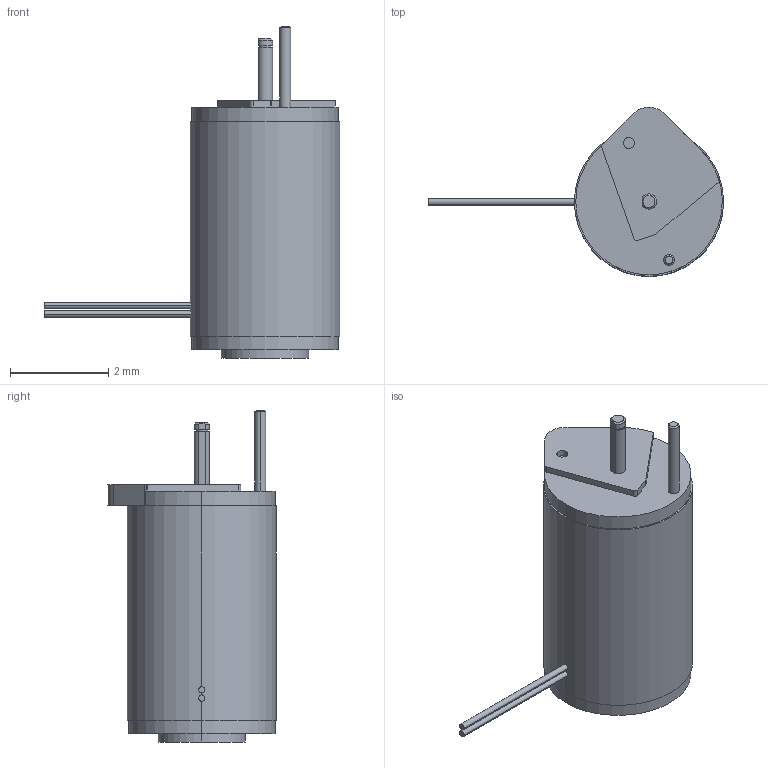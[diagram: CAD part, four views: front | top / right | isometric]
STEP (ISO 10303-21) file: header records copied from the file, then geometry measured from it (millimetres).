
FILE_DESCRIPTION((''),'2;1');
FILE_NAME('big cim.stp','2006-01-14T20:53:37',(''),(''),'Mechanical Desktop 2006','Mechanical Desktop 2006',', , ');
FILE_SCHEMA(('CONFIG_CONTROL_DESIGN'));
Length unit declared in the file: millimetre
Products named in the file (1): Product
Bounding box: 6.01 x 3.44 x 6.76 mm (x, y, z)
Volume: 37 mm3; surface area: 97.9 mm2
Topology: 7 solids, 7 shells, 61 faces, 126 edges, 83 vertices
Faces by surface type: cylinder 30, plane 27, cone 4
Entity records: 1728 total; most frequent: DIRECTION 315, CARTESIAN_POINT 275, ORIENTED_EDGE 252, AXIS2_PLACEMENT_3D 129, EDGE_CURVE 126, VERTEX_POINT 83, CIRCLE 67, EDGE_LOOP 67
